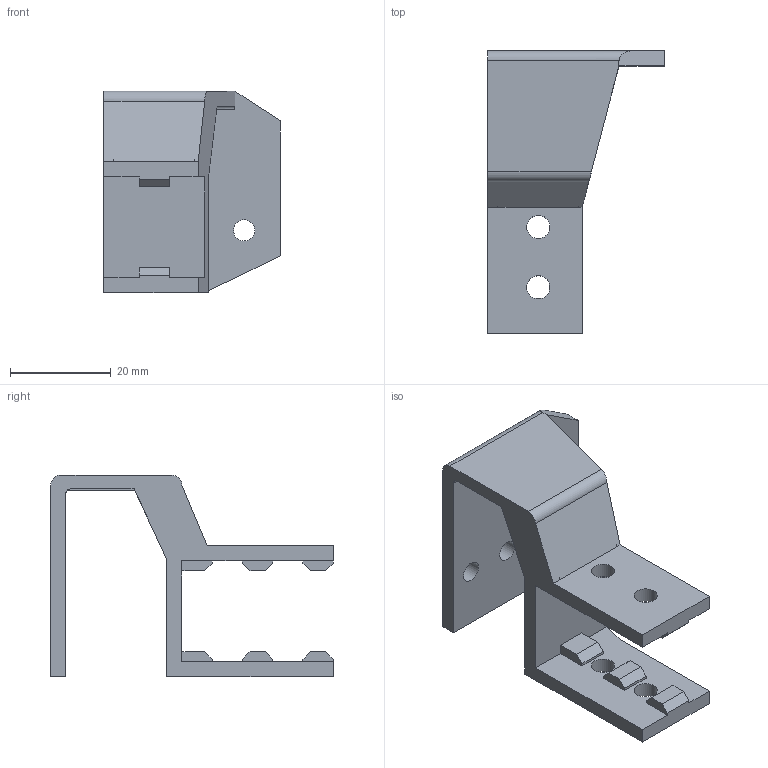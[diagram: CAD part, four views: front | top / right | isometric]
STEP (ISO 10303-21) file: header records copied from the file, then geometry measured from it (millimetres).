
FILE_DESCRIPTION(/* description */ ('STEP AP242'),/* implementation_level */ '2;1');
FILE_NAME(/* name */ '',/* time_stamp */ '2025-02-17T19:42:34+03:00',/* author */ ('Phantom'),/* organization */ ('UNSPECIFIED'),/* preprocessor_version */ 'ST-DEVELOPER v20',/* originating_system */ 'Autodesk Inventor 2025',/* authorisation */ '');
FILE_SCHEMA (('AUTOMOTIVE_DESIGN { 1 0 10303 214 3 1 1 }'));
Length unit declared in the file: millimetre
Products named in the file (1): уголок п образный
Bounding box: 34.96 x 56 x 40 mm (x, y, z)
Volume: 12440.3 mm3; surface area: 9028.2 mm2
Topology: 1 solids, 1 shells, 75 faces, 209 edges, 139 vertices
Faces by surface type: plane 64, cylinder 11
Full cylindrical faces by diameter (mm): 4.2 x3, 4.6 x4
Entity records: 2459 total; most frequent: CARTESIAN_POINT 424, ORIENTED_EDGE 418, DIRECTION 384, EDGE_CURVE 209, LINE 186, VECTOR 186, VERTEX_POINT 138, AXIS2_PLACEMENT_3D 99
